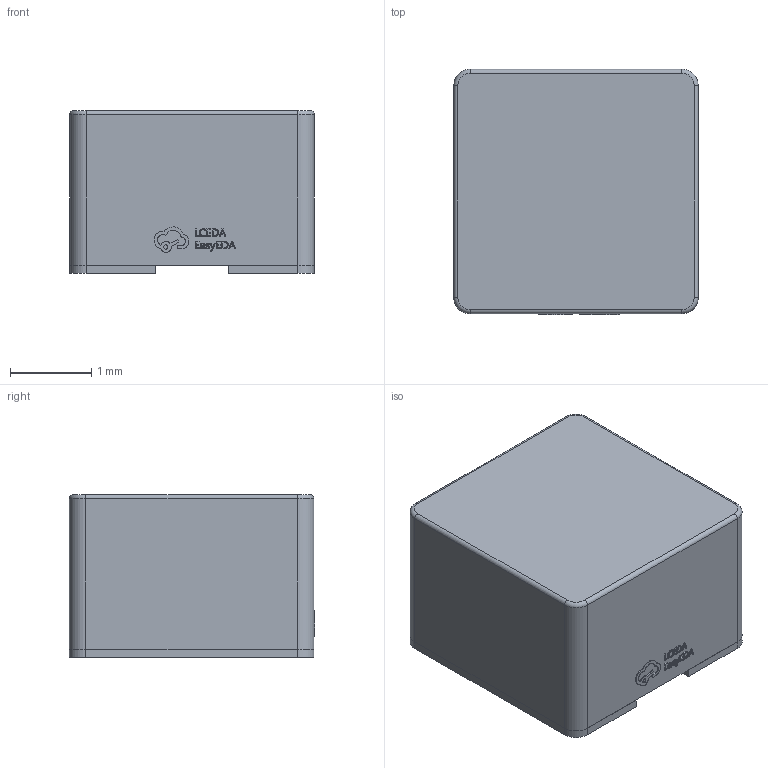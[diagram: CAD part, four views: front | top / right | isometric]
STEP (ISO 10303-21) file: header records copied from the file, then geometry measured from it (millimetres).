
FILE_DESCRIPTION (( 'STEP AP214' ), '1' );
FILE_NAME ('IND-SMD_L3.0-W3.0_AFE303020S.STEP', '2025-01-22T07:51:53', ( 'PC' ), ( 'Microsoft' ), 'SwSTEP 2.0', 'SolidWorks 2020', '' );
FILE_SCHEMA (( 'AUTOMOTIVE_DESIGN' ));
Length unit declared in the file: millimetre
Products named in the file (1): IND-SMD_L3.0-W3.0_AFE303020S
Bounding box: 3 x 3.01 x 2 mm (x, y, z)
Volume: 17.7 mm3; surface area: 54.2 mm2
Topology: 16 solids, 16 shells, 265 faces, 691 edges, 458 vertices
Faces by surface type: plane 151, bspline 98, cylinder 12, torus 4
Entity records: 11689 total; most frequent: CARTESIAN_POINT 2721, ORIENTED_EDGE 1382, DIRECTION 855, EDGE_CURVE 691, LINE 463, VECTOR 463, VERTEX_POINT 458, UNCERTAINTY_MEASURE_WITH_UNIT 283
